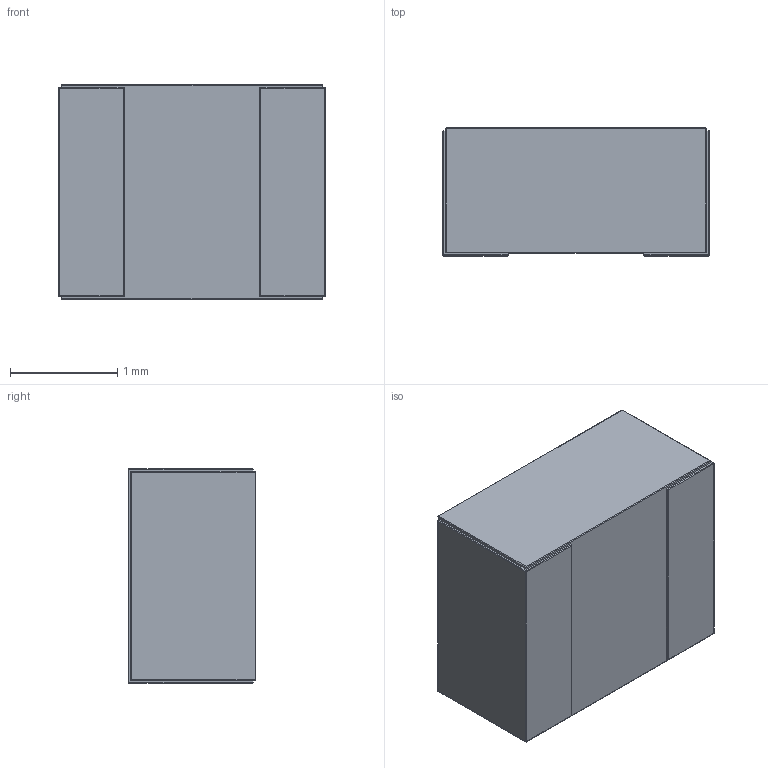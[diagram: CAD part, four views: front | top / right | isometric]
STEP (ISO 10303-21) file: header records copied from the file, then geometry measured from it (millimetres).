
FILE_DESCRIPTION (( 'STEP AP214' ), '1' );
FILE_NAME ('IHHP-1008AB-01.STEP', '2014-12-23T21:02:14', ( '' ), ( '' ), 'SwSTEP 2.0', 'SolidWorks 2015', '' );
FILE_SCHEMA (( 'AUTOMOTIVE_DESIGN' ));
Length unit declared in the file: inch
Products named in the file (1): IHHP-1008AB-01
Bounding box: 2.49 x 1.19 x 2.01 mm (x, y, z)
Volume: 5.9 mm3; surface area: 20.6 mm2
Topology: 1 solids, 1 shells, 50 faces, 116 edges, 60 vertices
Faces by surface type: cylinder 24, plane 18, sphere 8
Entity records: 1842 total; most frequent: CARTESIAN_POINT 255, DIRECTION 222, ORIENTED_EDGE 216, EDGE_CURVE 108, AXIS2_PLACEMENT_3D 75, VECTOR 72, LINE 72, VERTEX_POINT 60
